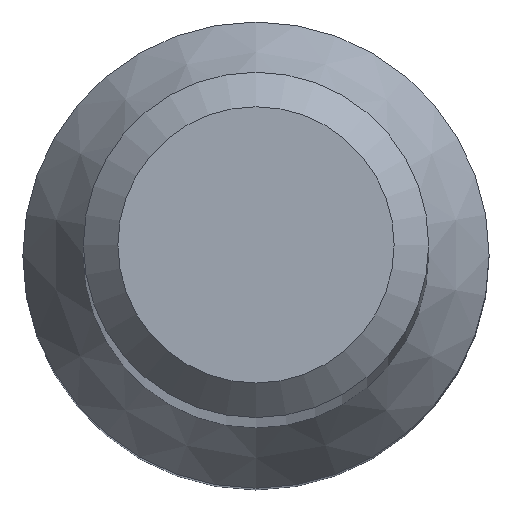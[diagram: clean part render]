
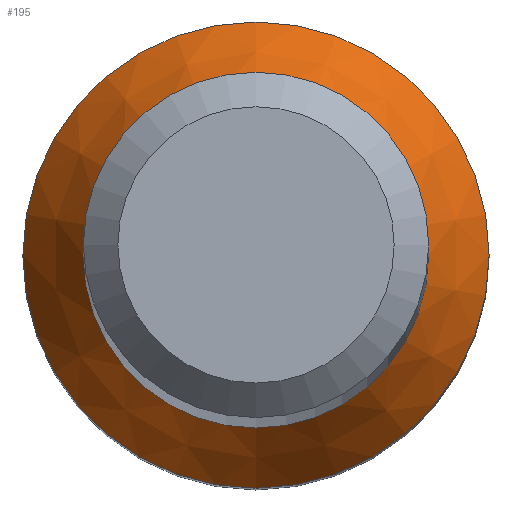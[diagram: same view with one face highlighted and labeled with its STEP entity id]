
A CAD part, top view. The second image highlights one B-rep face of the part: STEP entity #195.
In plain terms, the highlighted conical face has half-angle 30 degrees and reference radius 2.7 mm.
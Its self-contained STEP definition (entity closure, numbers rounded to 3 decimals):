
#15 = VERTEX_POINT ( 'NONE', #16 ) ;
#16 = CARTESIAN_POINT ( 'NONE',  ( 0., 2.7, 12. ) ) ;
#32 = DIRECTION ( 'NONE',  ( 0., 1., 0. ) ) ;
#48 = EDGE_LOOP ( 'NONE', ( #127 ) ) ;
#50 = DIRECTION ( 'NONE',  ( 0., 0., -1. ) ) ;
#51 = AXIS2_PLACEMENT_3D ( 'NONE', #168, #140, #189 ) ;
#73 = CIRCLE ( 'NONE', #51, 2.7 ) ;
#82 = AXIS2_PLACEMENT_3D ( 'NONE', #181, #184, #133 ) ;
#100 = AXIS2_PLACEMENT_3D ( 'NONE', #213, #50, #32 ) ;
#106 = ORIENTED_EDGE ( 'NONE', *, *, #191, .T. ) ;
#127 = ORIENTED_EDGE ( 'NONE', *, *, #233, .F. ) ;
#130 = FACE_BOUND ( 'NONE', #231, .T. ) ;
#133 = DIRECTION ( 'NONE',  ( 0., 1., 0. ) ) ;
#138 = VERTEX_POINT ( 'NONE', #205 ) ;
#140 = DIRECTION ( 'NONE',  ( 0., 0., -1. ) ) ;
#168 = CARTESIAN_POINT ( 'NONE',  ( 0., 0., 12. ) ) ;
#174 = CONICAL_SURFACE ( 'NONE', #82, 2.7, 0.524 ) ;
#181 = CARTESIAN_POINT ( 'NONE',  ( 0., 0., 12. ) ) ;
#184 = DIRECTION ( 'NONE',  ( 0., 0., -1. ) ) ;
#189 = DIRECTION ( 'NONE',  ( 0., 1., 0. ) ) ;
#191 = EDGE_CURVE ( 'NONE', #138, #138, #204, .T. ) ;
#194 = FACE_OUTER_BOUND ( 'NONE', #48, .T. ) ;
#195 = ADVANCED_FACE ( 'NONE', ( #130, #194 ), #174, .T. ) ;
#204 = CIRCLE ( 'NONE', #100, 2. ) ;
#205 = CARTESIAN_POINT ( 'NONE',  ( 0., 2., 13.212 ) ) ;
#213 = CARTESIAN_POINT ( 'NONE',  ( 0., 0., 13.212 ) ) ;
#231 = EDGE_LOOP ( 'NONE', ( #106 ) ) ;
#233 = EDGE_CURVE ( 'NONE', #15, #15, #73, .T. ) ;
